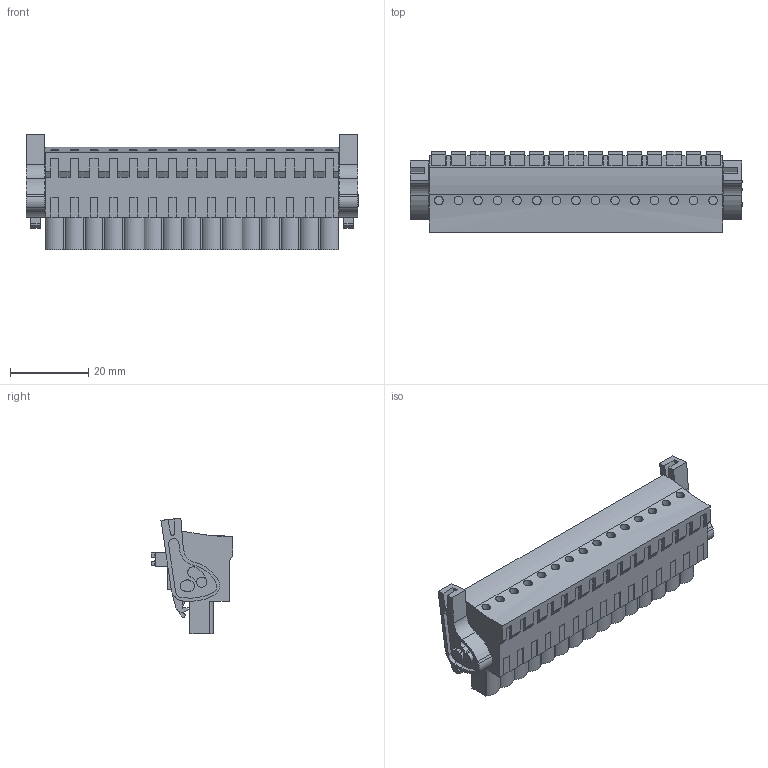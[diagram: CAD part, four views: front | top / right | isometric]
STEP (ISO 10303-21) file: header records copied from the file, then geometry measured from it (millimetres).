
FILE_DESCRIPTION(('CATIA V5 STEP Exchange','CAx-IF Rec.Pracs.--- Model Styling and Organization---1.2---2011-12-15'),'2;1');
FILE_NAME ('D1461132_0_1981000000_1981000000.stp','2017-09-23T15:51:22+00:00',('none'),('Weidmueller'),'CATIA Version 5-6 Release 2014','CATIA V5 STEP AP214','none');
FILE_SCHEMA(('AUTOMOTIVE_DESIGN { 1 0 10303 214 1 1 1 1 }'));
Length unit declared in the file: millimetre
Products named in the file (1): 1981000000
Bounding box: 84.7 x 20.79 x 29.52 mm (x, y, z)
Volume: 23775.5 mm3; surface area: 11828.5 mm2
Topology: 18 solids, 18 shells, 1095 faces, 3107 edges, 2118 vertices
Faces by surface type: plane 827, cylinder 260, extrusion 8
Entity records: 32764 total; most frequent: CARTESIAN_POINT 6337, ORIENTED_EDGE 6214, DIRECTION 4169, EDGE_CURVE 3107, VECTOR 2525, LINE 2517, VERTEX_POINT 2118, EDGE_LOOP 1173
